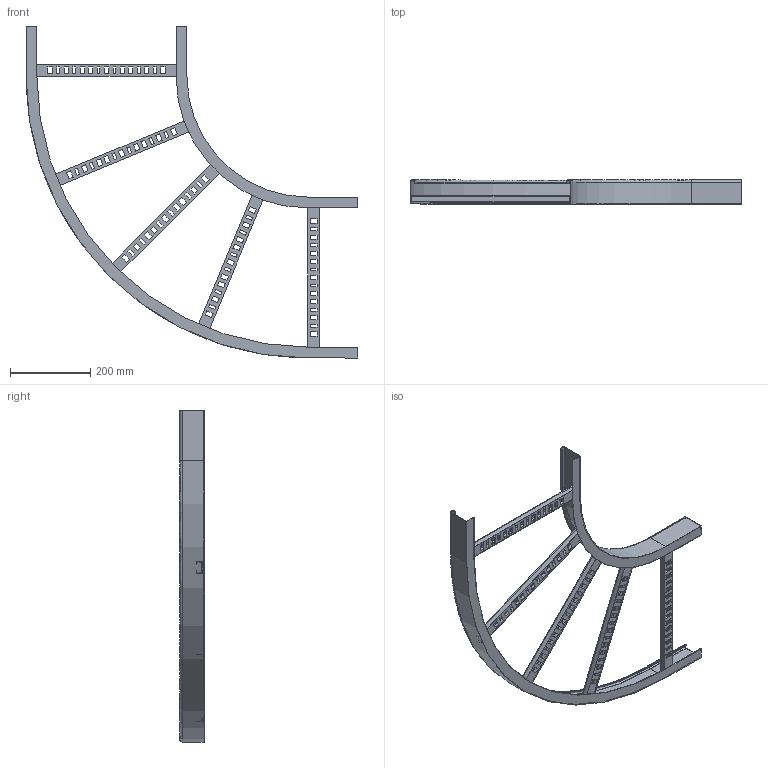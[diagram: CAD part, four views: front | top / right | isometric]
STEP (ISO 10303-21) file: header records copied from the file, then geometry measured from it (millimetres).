
FILE_DESCRIPTION (( 'STEP AP214' ), '1' );
FILE_NAME ('6225066.stp', '2017-03-22T08:50:42', ( '' ), ( '' ), 'SwSTEP 2.0', 'SolidWorks 2016', '' );
FILE_SCHEMA (( 'AUTOMOTIVE_DESIGN' ));
Length unit declared in the file: millimetre
Products named in the file (4): 079986_L=0392; 085721_Auáenholm 60xR700; 085501_Innenholm 60xR300; 6225066
Assembly tree (7 placements, depth 2):
  6225066
    085501_Innenholm 60xR300
    085721_Auáenholm 60xR700
    079986_L=0392  x5
Bounding box: 825 x 60 x 825 mm (x, y, z)
Volume: 487023.9 mm3; surface area: 668884 mm2
Topology: 7 solids, 7 shells, 422 faces, 1208 edges, 800 vertices
Faces by surface type: plane 400, cylinder 18, bspline 4
Entity records: 5592 total; most frequent: CARTESIAN_POINT 764, ORIENTED_EDGE 688, DIRECTION 644, EDGE_CURVE 344, LINE 308, VECTOR 308, VERTEX_POINT 224, AXIS2_PLACEMENT_3D 168
